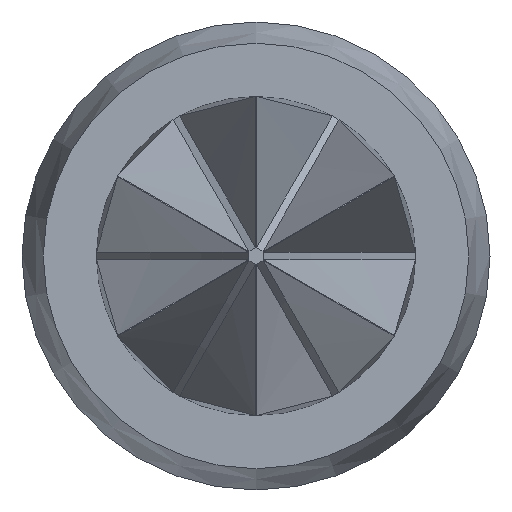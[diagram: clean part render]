
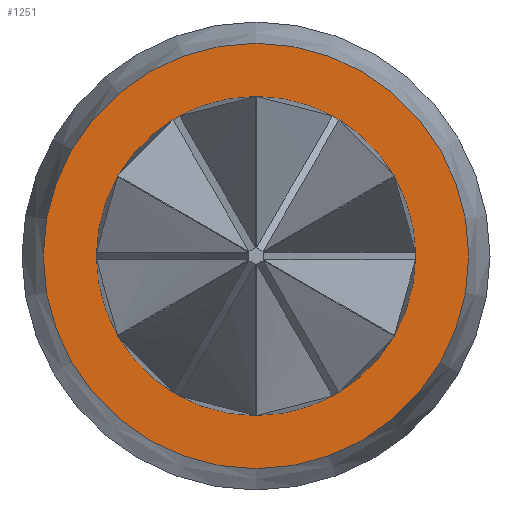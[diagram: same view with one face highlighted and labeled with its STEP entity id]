
A CAD part, left-side view. The second image highlights one B-rep face of the part: STEP entity #1251.
In plain terms, the highlighted planar face has unit normal (-1, 0, 0).
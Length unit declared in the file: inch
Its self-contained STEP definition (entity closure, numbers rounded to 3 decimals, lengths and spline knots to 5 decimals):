
#19 = VERTEX_POINT ( 'NONE', #160 ) ;
#69 = EDGE_CURVE ( 'NONE', #408, #408, #1077, .T. ) ;
#130 = CARTESIAN_POINT ( 'NONE',  ( 0., 0.014, 0. ) ) ;
#160 = CARTESIAN_POINT ( 'NONE',  ( 0., 0., 0.0105 ) ) ;
#165 = CARTESIAN_POINT ( 'NONE',  ( 0., 0., 0. ) ) ;
#195 = FACE_OUTER_BOUND ( 'NONE', #1199, .T. ) ;
#222 = ORIENTED_EDGE ( 'NONE', *, *, #424, .F. ) ;
#341 = DIRECTION ( 'NONE',  ( -1., 0., 0. ) ) ;
#370 = AXIS2_PLACEMENT_3D ( 'NONE', #130, #341, #557 ) ;
#384 = ORIENTED_EDGE ( 'NONE', *, *, #69, .F. ) ;
#408 = VERTEX_POINT ( 'NONE', #1068 ) ;
#413 = AXIS2_PLACEMENT_3D ( 'NONE', #517, #528, #422 ) ;
#422 = DIRECTION ( 'NONE',  ( 0., 0., -1. ) ) ;
#424 = EDGE_CURVE ( 'NONE', #19, #19, #1114, .T. ) ;
#475 = DIRECTION ( 'NONE',  ( -1., 0., 0. ) ) ;
#517 = CARTESIAN_POINT ( 'NONE',  ( 0., 0., 0. ) ) ;
#528 = DIRECTION ( 'NONE',  ( 1., 0., 0. ) ) ;
#557 = DIRECTION ( 'NONE',  ( 0., 0., 1. ) ) ;
#577 = DIRECTION ( 'NONE',  ( 0., 0., 1. ) ) ;
#777 = AXIS2_PLACEMENT_3D ( 'NONE', #165, #475, #577 ) ;
#938 = PLANE ( 'NONE',  #370 ) ;
#971 = FACE_BOUND ( 'NONE', #1185, .T. ) ;
#1068 = CARTESIAN_POINT ( 'NONE',  ( 0., 0., -0.014 ) ) ;
#1077 = CIRCLE ( 'NONE', #413, 0.014 ) ;
#1114 = CIRCLE ( 'NONE', #777, 0.0105 ) ;
#1185 = EDGE_LOOP ( 'NONE', ( #222 ) ) ;
#1199 = EDGE_LOOP ( 'NONE', ( #384 ) ) ;
#1251 = ADVANCED_FACE ( 'NONE', ( #971, #195 ), #938, .T. ) ;
